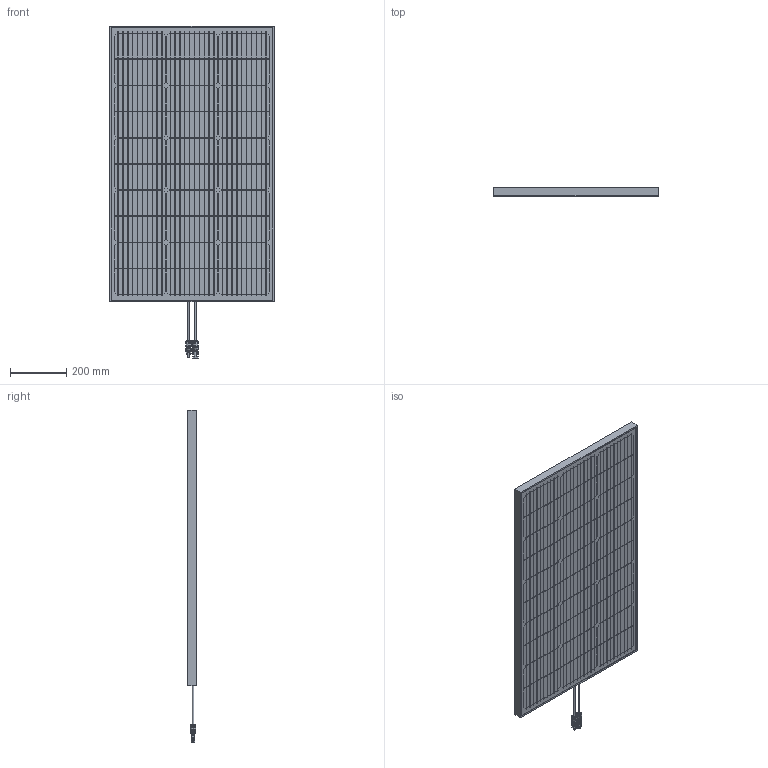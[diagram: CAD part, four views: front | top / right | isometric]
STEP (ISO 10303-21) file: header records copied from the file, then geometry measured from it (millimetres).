
FILE_DESCRIPTION(/* description */ ('STEP AP242 Edition 2','CAx-IF Rec.Pracs.---Representation and Presentation of Product Manufacturing Information (PMI)---4.0---2014-10-13','CAx-IF Rec.Pracs.---3D Tessellated Geometry---0.4---2014-09-14','2;1','CAx-IF Rec.Pracs.---User Defined Attributes---1.5---2016-08-15'),/* implementation_level */ '2;1');
FILE_NAME(/* name */ '6931a24a4224a7d89bef45f3',/* time_stamp */ '2025-12-04T15:01:31Z',/* author */ (''),/* organization */ (''),/* preprocessor_version */ 'ST-DEVELOPER v20',/* originating_system */ 'ONSHAPE BY PTC INC, 1.207',/* authorisation */ ' ');
FILE_SCHEMA (('AP242_MANAGED_MODEL_BASED_3D_ENGINEERING_MIM_LF { 1 0 10303 442 3 1 4 }'));
Length unit declared in the file: metre
Products named in the file (69): P151; W249 / W251 <1>; Part 2; Part 1; Part 3; Part 4; MC4_female; MC4_male; id39; id44; id49; id54; id59; id64; id69; id74; id79; id84; id89; id94; id99; id104; id109; id114; id119; id124; id129; id134; id139; id144; id149; id154; id159; id164; id169; id174; id179; id184; id189; id194 ...
Assembly tree (68 placements, depth 3):
  P151
    W249 / W251 <1>
      Part 2
      Part 1
      Part 3
      Part 4
      MC4_female
      MC4_male
    id39
    id44
    id49
    id54
    id59
    id64
    id69
    id74
    id79
    id84
    id89
    id94
    id99
    id104
    id109
    id114
    id119
    id124
    id129
    id134
    id139
    id144
    id149
    id154
    id159
    id164
    id169
    id174
    id179
    id184
    id189
    id194
    id199
    id204
    id209
    id214
    id219
    id224
    id229
    id234
    id239
    id244
    Base
    id254
    id259
    id264
    id269
    id274
    id279
    id284
    id289
    id294
Bounding box: 586 x 30 x 1179.7 mm (x, y, z)
Volume: 2515331.1 mm3; surface area: 2550616.9 mm2
Topology: 67 solids, 67 shells, 718 faces, 1675 edges, 1121 vertices
Faces by surface type: plane 607, cylinder 88, cone 10, torus 9, bspline 4
Full cylindrical faces by diameter (mm): 2.257 x2, 4.411 x1, 5 x3, 8.004 x2, 10 x1, 11 x2, 11.018 x1, 12 x2, 20 x4
Entity records: 24157 total; most frequent: CARTESIAN_POINT 5230, DIRECTION 3326, ORIENTED_EDGE 3284, EDGE_CURVE 1642, LINE 1342, VECTOR 1342, VERTEX_POINT 1113, AXIS2_PLACEMENT_3D 992
